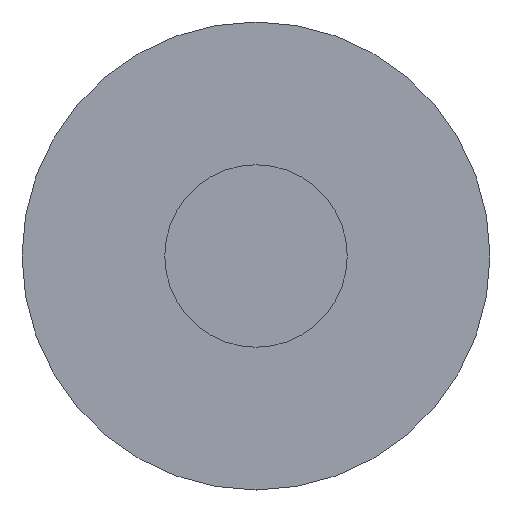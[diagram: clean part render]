
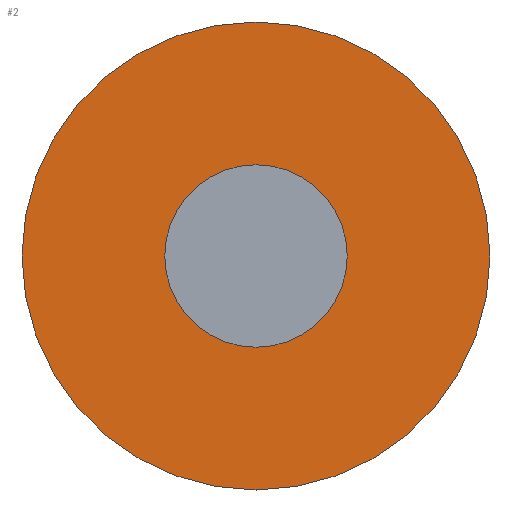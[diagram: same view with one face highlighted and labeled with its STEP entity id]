
A CAD part, front view. The second image highlights one B-rep face of the part: STEP entity #2.
In plain terms, the highlighted planar face has unit normal (0, -1, 0).
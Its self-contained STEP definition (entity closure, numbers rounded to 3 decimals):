
#2 = ADVANCED_FACE ( 'NONE', ( #86, #270 ), #265, .T. ) ;
#5 = ORIENTED_EDGE ( 'NONE', *, *, #178, .T. ) ;
#12 = CARTESIAN_POINT ( 'NONE',  ( 0., -15., 1.95 ) ) ;
#13 = AXIS2_PLACEMENT_3D ( 'NONE', #311, #252, #108 ) ;
#24 = CIRCLE ( 'NONE', #278, 1.95 ) ;
#40 = DIRECTION ( 'NONE',  ( 0., 1., 0. ) ) ;
#44 = CARTESIAN_POINT ( 'NONE',  ( 0., -15., 0. ) ) ;
#45 = EDGE_CURVE ( 'NONE', #152, #56, #272, .T. ) ;
#56 = VERTEX_POINT ( 'NONE', #110 ) ;
#59 = DIRECTION ( 'NONE',  ( 0., 1., 0. ) ) ;
#70 = CIRCLE ( 'NONE', #13, 5. ) ;
#75 = VERTEX_POINT ( 'NONE', #289 ) ;
#82 = AXIS2_PLACEMENT_3D ( 'NONE', #164, #83, #323 ) ;
#83 = DIRECTION ( 'NONE',  ( 0., -1., 0. ) ) ;
#86 = FACE_BOUND ( 'NONE', #199, .T. ) ;
#108 = DIRECTION ( 'NONE',  ( 0., 0., 1. ) ) ;
#109 = VERTEX_POINT ( 'NONE', #12 ) ;
#110 = CARTESIAN_POINT ( 'NONE',  ( 0., -15., 5. ) ) ;
#123 = DIRECTION ( 'NONE',  ( 0., 1., 0. ) ) ;
#126 = AXIS2_PLACEMENT_3D ( 'NONE', #160, #59, #186 ) ;
#148 = CARTESIAN_POINT ( 'NONE',  ( 0., -15., 0. ) ) ;
#152 = VERTEX_POINT ( 'NONE', #276 ) ;
#160 = CARTESIAN_POINT ( 'NONE',  ( 0., -15., 0. ) ) ;
#164 = CARTESIAN_POINT ( 'NONE',  ( 0., -15., 5. ) ) ;
#178 = EDGE_CURVE ( 'NONE', #109, #75, #296, .T. ) ;
#183 = ORIENTED_EDGE ( 'NONE', *, *, #264, .T. ) ;
#186 = DIRECTION ( 'NONE',  ( 0., 0., 1. ) ) ;
#190 = ORIENTED_EDGE ( 'NONE', *, *, #333, .F. ) ;
#196 = AXIS2_PLACEMENT_3D ( 'NONE', #44, #40, #242 ) ;
#199 = EDGE_LOOP ( 'NONE', ( #5, #183 ) ) ;
#242 = DIRECTION ( 'NONE',  ( 0., 0., 1. ) ) ;
#252 = DIRECTION ( 'NONE',  ( 0., 1., 0. ) ) ;
#260 = ORIENTED_EDGE ( 'NONE', *, *, #45, .F. ) ;
#264 = EDGE_CURVE ( 'NONE', #75, #109, #24, .T. ) ;
#265 = PLANE ( 'NONE',  #82 ) ;
#270 = FACE_OUTER_BOUND ( 'NONE', #309, .T. ) ;
#272 = CIRCLE ( 'NONE', #126, 5. ) ;
#273 = DIRECTION ( 'NONE',  ( 0., 0., 1. ) ) ;
#276 = CARTESIAN_POINT ( 'NONE',  ( 0., -15., -5. ) ) ;
#278 = AXIS2_PLACEMENT_3D ( 'NONE', #148, #123, #273 ) ;
#289 = CARTESIAN_POINT ( 'NONE',  ( 0., -15., -1.95 ) ) ;
#296 = CIRCLE ( 'NONE', #196, 1.95 ) ;
#309 = EDGE_LOOP ( 'NONE', ( #190, #260 ) ) ;
#311 = CARTESIAN_POINT ( 'NONE',  ( 0., -15., 0. ) ) ;
#323 = DIRECTION ( 'NONE',  ( 0., 0., -1. ) ) ;
#333 = EDGE_CURVE ( 'NONE', #56, #152, #70, .T. ) ;
